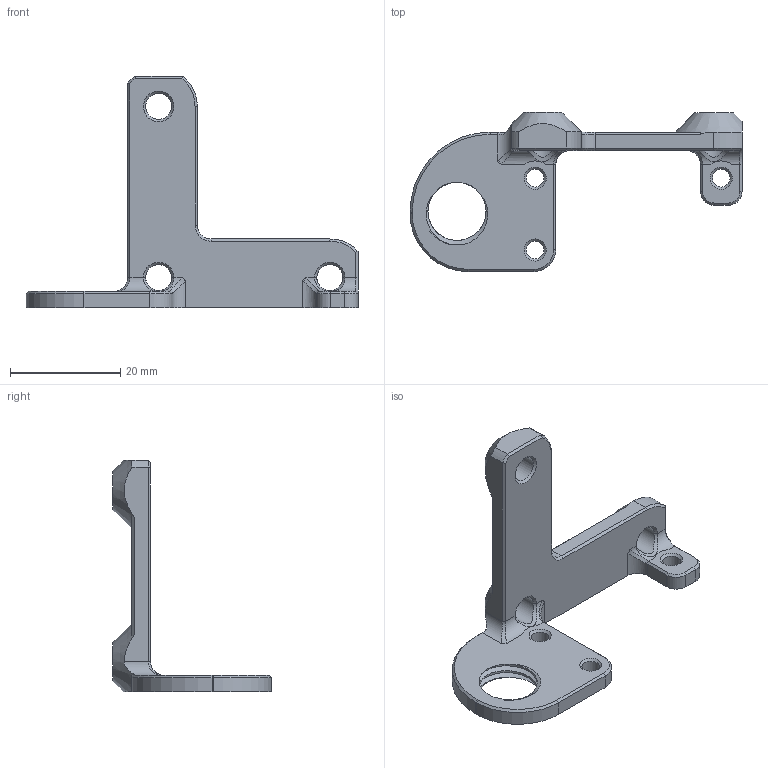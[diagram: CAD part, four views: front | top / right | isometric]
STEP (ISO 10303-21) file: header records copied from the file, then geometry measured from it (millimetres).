
FILE_DESCRIPTION(/* description */ (''),/* implementation_level */ '2;1');
FILE_NAME(/* name */ 'HUVUD and low rider m12x1.5 cable gland v1.step',/* time_stamp */ '2022-01-29T20:09:23-05:00',/* author */ (''),/* organization */ (''),/* preprocessor_version */ 'ST-DEVELOPER v18.1',/* originating_system */ 'Autodesk Translation Framework v10.13.0.1454',/* authorisation */ '');
FILE_SCHEMA (('AUTOMOTIVE_DESIGN { 1 0 10303 214 3 1 1 }'));
Length unit declared in the file: millimetre
Products named in the file (1): HUVUD and low rider m12x1.5 cable gland
Bounding box: 60.11 x 28.75 x 42 mm (x, y, z)
Volume: 5070.5 mm3; surface area: 4143.9 mm2
Topology: 1 solids, 1 shells, 97 faces, 251 edges, 154 vertices
Faces by surface type: plane 35, cylinder 28, cone 24, bspline 10
Full cylindrical faces by diameter (mm): 3.2 x3, 4.7 x3, 10.526 x1, 12.203 x1
Entity records: 4654 total; most frequent: CARTESIAN_POINT 2344, ORIENTED_EDGE 502, DIRECTION 438, EDGE_CURVE 251, AXIS2_PLACEMENT_3D 158, VERTEX_POINT 154, LINE 122, VECTOR 122
